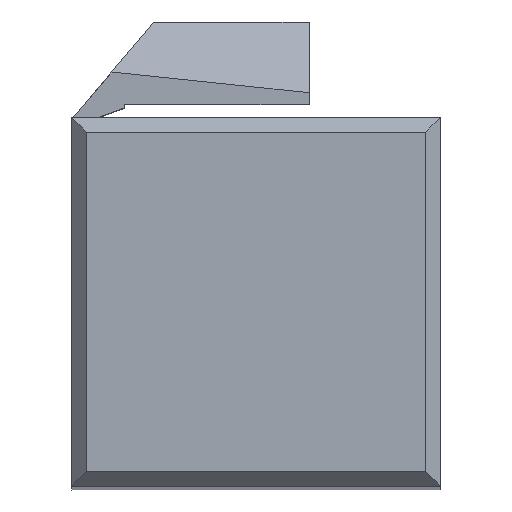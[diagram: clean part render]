
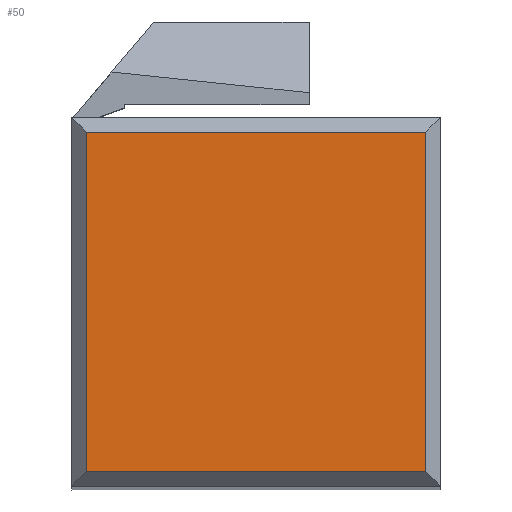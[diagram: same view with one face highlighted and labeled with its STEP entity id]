
A CAD part, top view. The second image highlights one B-rep face of the part: STEP entity #50.
In plain terms, the highlighted planar face has unit normal (0, 0, 1).
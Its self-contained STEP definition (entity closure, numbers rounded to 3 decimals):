
#48 = CARTESIAN_POINT ( 'NONE',  ( 0., 0., 0. ) ) ;
#50 = ADVANCED_FACE ( 'NONE', ( #518 ), #898, .F. ) ;
#71 = VERTEX_POINT ( 'NONE', #268 ) ;
#132 = EDGE_CURVE ( 'NONE', #825, #71, #915, .T. ) ;
#161 = CARTESIAN_POINT ( 'NONE',  ( -1., 24., 0. ) ) ;
#247 = CARTESIAN_POINT ( 'NONE',  ( 0., 1., 0. ) ) ;
#268 = CARTESIAN_POINT ( 'NONE',  ( -24., 24., 0. ) ) ;
#270 = EDGE_CURVE ( 'NONE', #71, #909, #831, .T. ) ;
#356 = ORIENTED_EDGE ( 'NONE', *, *, #906, .T. ) ;
#357 = ORIENTED_EDGE ( 'NONE', *, *, #424, .T. ) ;
#365 = ORIENTED_EDGE ( 'NONE', *, *, #270, .T. ) ;
#368 = ORIENTED_EDGE ( 'NONE', *, *, #132, .T. ) ;
#372 = LINE ( 'NONE', #462, #428 ) ;
#404 = DIRECTION ( 'NONE',  ( 0., 0., -1. ) ) ;
#424 = EDGE_CURVE ( 'NONE', #909, #778, #719, .T. ) ;
#428 = VECTOR ( 'NONE', #692, 1000. ) ;
#430 = AXIS2_PLACEMENT_3D ( 'NONE', #48, #404, #972 ) ;
#462 = CARTESIAN_POINT ( 'NONE',  ( -1., 25., 0. ) ) ;
#467 = DIRECTION ( 'NONE',  ( 1., 0., 0. ) ) ;
#505 = CARTESIAN_POINT ( 'NONE',  ( -25., 24., 0. ) ) ;
#518 = FACE_OUTER_BOUND ( 'NONE', #865, .T. ) ;
#555 = VECTOR ( 'NONE', #1001, 1000. ) ;
#588 = CARTESIAN_POINT ( 'NONE',  ( -1., 1., 0. ) ) ;
#692 = DIRECTION ( 'NONE',  ( 0., 1., 0. ) ) ;
#717 = VECTOR ( 'NONE', #467, 1000. ) ;
#719 = LINE ( 'NONE', #247, #717 ) ;
#778 = VERTEX_POINT ( 'NONE', #588 ) ;
#779 = CARTESIAN_POINT ( 'NONE',  ( -24., 1., 0. ) ) ;
#820 = VECTOR ( 'NONE', #850, 1000. ) ;
#825 = VERTEX_POINT ( 'NONE', #161 ) ;
#831 = LINE ( 'NONE', #946, #820 ) ;
#850 = DIRECTION ( 'NONE',  ( 0., -1., 0. ) ) ;
#865 = EDGE_LOOP ( 'NONE', ( #368, #365, #357, #356 ) ) ;
#898 = PLANE ( 'NONE',  #430 ) ;
#906 = EDGE_CURVE ( 'NONE', #778, #825, #372, .T. ) ;
#909 = VERTEX_POINT ( 'NONE', #779 ) ;
#915 = LINE ( 'NONE', #505, #555 ) ;
#946 = CARTESIAN_POINT ( 'NONE',  ( -24., 0., 0. ) ) ;
#972 = DIRECTION ( 'NONE',  ( -1., 0., 0. ) ) ;
#1001 = DIRECTION ( 'NONE',  ( -1., 0., 0. ) ) ;
